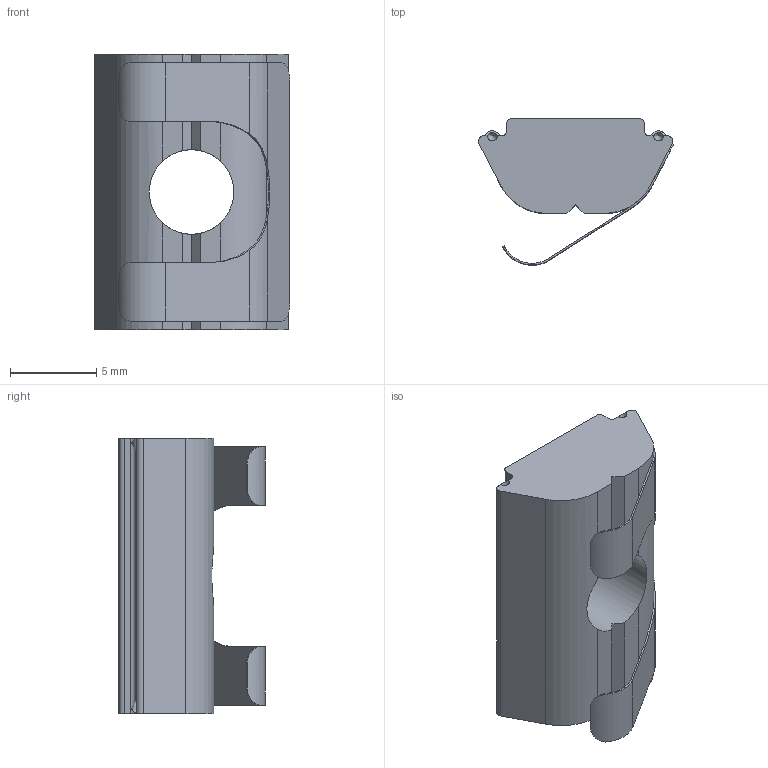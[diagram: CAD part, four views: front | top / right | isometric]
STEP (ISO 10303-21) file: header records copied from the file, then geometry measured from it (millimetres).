
FILE_DESCRIPTION(/* description */ (''),/* implementation_level */ '2;1');
FILE_NAME(/* name */ '212342-2.step',/* time_stamp */ '2021-08-27T14:05:54+02:00',/* author */ ('MuellerJ'),/* organization */ (''),/* preprocessor_version */ 'ST-DEVELOPER v18.1',/* originating_system */ 'Autodesk Inventor 2021',/* authorisation */ '');
FILE_SCHEMA (('AUTOMOTIVE_DESIGN { 1 0 10303 214 3 1 1 }'));
Length unit declared in the file: millimetre
Products named in the file (1): MTW_1-00126776
Bounding box: 11.35 x 8.49 x 16 mm (x, y, z)
Volume: 686.1 mm3; surface area: 739.8 mm2
Topology: 1 solids, 1 shells, 65 faces, 202 edges, 130 vertices
Faces by surface type: plane 35, cylinder 22, cone 8
Full cylindrical faces by diameter (mm): 4.917 x1
Entity records: 2365 total; most frequent: CARTESIAN_POINT 533, ORIENTED_EDGE 388, DIRECTION 374, EDGE_CURVE 194, VERTEX_POINT 130, AXIS2_PLACEMENT_3D 129, LINE 116, VECTOR 116
